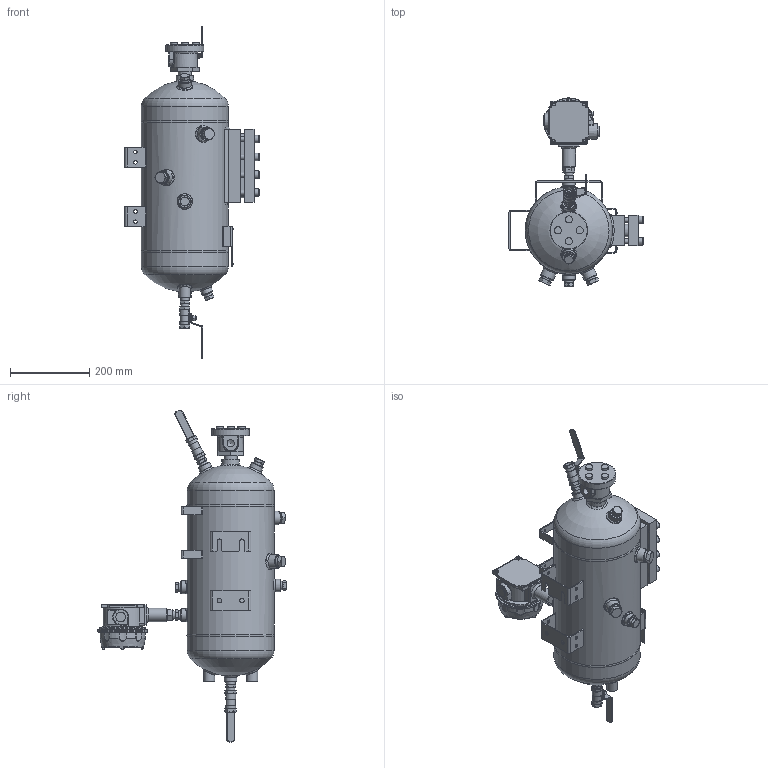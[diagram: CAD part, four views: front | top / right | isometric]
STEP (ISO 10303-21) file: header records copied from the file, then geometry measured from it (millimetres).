
FILE_DESCRIPTION(/* description */ ('Unknown'),/* implementation_level */ '2;1');
FILE_NAME(/* name */ '15HP115CCSSECB---',/* time_stamp */ '2023-06-05T15:29:13+01:00',/* author */ ('Unknown'),/* organization */ ('Unknown'),/* preprocessor_version */ 'ST-DEVELOPER v18.102',/* originating_system */ 'Solid Edge',/* authorisation */ 'Unknown');
FILE_SCHEMA (('AUTOMOTIVE_DESIGN {1 0 10303 214 3 1 1}'));
Length unit declared in the file: millimetre
Products named in the file (55): 3166175; 2071136; 2071579; 2071580; 2071581; 2032222; 2071564; 2071566; 2032161; 2032149; 2032158; 2033755; 2032164; 2032155; 2032147; 2071570; 2032318; 2032223; 2008870; 2012357; 2030293; 2071136_1,011_3,280_Fillet 13_oa_0; 2071136_1,011_3,280_Fillet 13_oa_1; 2051700; 2071136_1,011_3,280_Fillet 13_oa_2; 2071136_1,011_3,280_Fillet 13_oa_3; 2071136_1,011_3,280_Fillet 13_oa_4; 2071136_1,011_3,280_Fillet 13_oa_5; 2071136_1,011_3,280_Fillet 13_oa_6; 2071136_1,011_3,280_Fillet 13_oa_7; 2071136_1,011_3,280_Fillet 13_oa_8; 2071136_1,011_3,280_Fillet 13_oa_9; 2071136_1,011_3,280_Fillet 13_oa_10; 2071136_1,011_3,280_Fillet 13_oa_11; 2071136_1,011_3,280_Fillet 13_oa_12; 2071136_1,011_3,280_Fillet 13_oa_13; 2071136_1,011_3,280_Fillet 13_oa_14; 2071136_1,011_3,280_Fillet 13_oa_15; 2071136_1,011_3,280_Fillet 13_oa_16; 2071136_1,011_3,280_Fillet 13_oa_17 ...
Assembly tree (79 placements, depth 4):
  3166175
    2071136
      2071579
      2071580
      2071581
      2032222
      2071564
      2071566  x6
      2032161
        2032149
        2032158
        2033755  x8
        2032164  x2
        2032155
      2032147  x2
      2071570  x2
      2032318
      2032223  x2
      2008870
      2012357
      2030293
      2071136_1,011_3,280_Fillet 13_oa_0
      2071136_1,011_3,280_Fillet 13_oa_1
      2051700  x4
      2071136_1,011_3,280_Fillet 13_oa_2
      2071136_1,011_3,280_Fillet 13_oa_3
      2071136_1,011_3,280_Fillet 13_oa_4
      2071136_1,011_3,280_Fillet 13_oa_5
      2071136_1,011_3,280_Fillet 13_oa_6
      2071136_1,011_3,280_Fillet 13_oa_7
      2071136_1,011_3,280_Fillet 13_oa_8
      2071136_1,011_3,280_Fillet 13_oa_9
      2071136_1,011_3,280_Fillet 13_oa_10
      2071136_1,011_3,280_Fillet 13_oa_11
      2071136_1,011_3,280_Fillet 13_oa_12
      2071136_1,011_3,280_Fillet 13_oa_13
      2071136_1,011_3,280_Fillet 13_oa_14
      2071136_1,011_3,280_Fillet 13_oa_15
      2071136_1,011_3,280_Fillet 13_oa_16
      2071136_1,011_3,280_Fillet 13_oa_17
      2071136_1,011_3,280_Fillet 13_oa_18
      2071136_1,011_3,280_Fillet 13_oa_19
      2071136_1,011_3,280_Fillet 13_oa_20
      2071136_1,011_3,280_Fillet 13_oa_21
      2071136_1,011_3,280_Fillet 13_oa_22
      2071136_1,011_3,280_Fillet 13_oa_23
      2071136_1,011_3,280_Fillet 13_oa_24
      2071613
    2026468
    2026341
    3165385
    2009297  x2
    2052089  x4
    2026341_oa_25
    2026216  x3
Bounding box: 338.56 x 474.97 x 837.42 mm (x, y, z)
Volume: 4290822.1 mm3; surface area: 1593235.7 mm2
Topology: 106 solids, 106 shells, 1945 faces, 4418 edges, 2675 vertices
Faces by surface type: plane 734, cylinder 526, cone 255, bspline 176, torus 175, sphere 79
Full cylindrical faces by diameter (mm): 2 x4, 3.2 x4, 4 x8, 5 x4, 6.2 x1, 6.35 x4, 7 x4, 7.62 x2, 8 x6, 9 x8, 9.2 x2, 9.5 x3, 10 x3, 10.584 x8, 11 x2, 12.7 x16, 13 x2, 13.97 x3, 14 x8, 15.5 x4, 18 x7, 18.376 x1, 18.923 x6, 19 x2, 19.05 x8, 19.263 x12, 20 x1, 21.336 x10, 22 x2, 24.239 x2
Entity records: 71157 total; most frequent: CARTESIAN_POINT 30977, DIRECTION 6742, ORIENTED_EDGE 6054, EDGE_CURVE 3027, AXIS2_PLACEMENT_3D 2746, FACE_BOUND 2087, EDGE_LOOP 2078, VERTEX_POINT 2022
